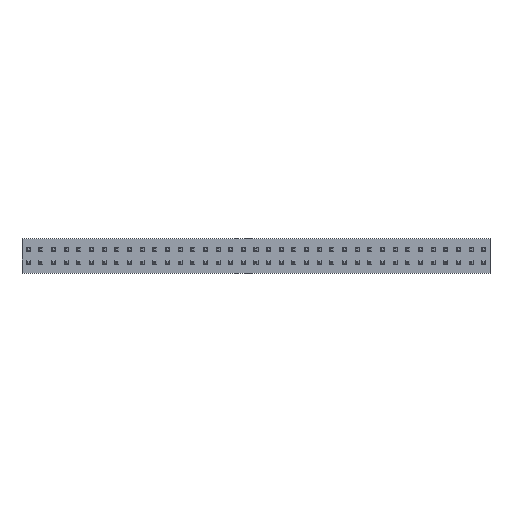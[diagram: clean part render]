
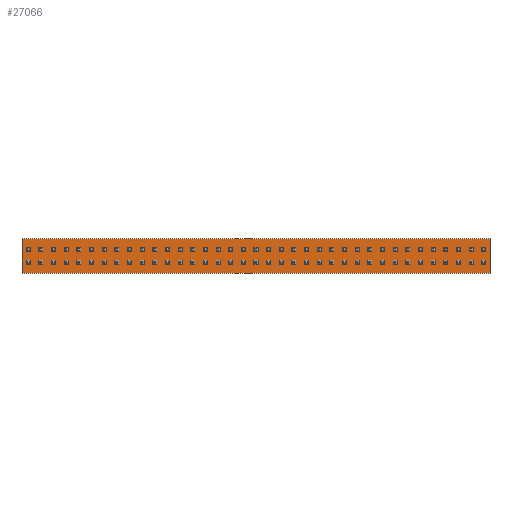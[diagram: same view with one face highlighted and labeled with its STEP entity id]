
A CAD part, top view. The second image highlights one B-rep face of the part: STEP entity #27066.
In plain terms, the highlighted face is planar.
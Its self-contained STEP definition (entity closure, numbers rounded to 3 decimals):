
#26934 = EDGE_CURVE('',#26935,#26937,#26939,.T.);
#26935 = VERTEX_POINT('',#26936);
#26936 = CARTESIAN_POINT('',(-23.495,1.778,-1.715));
#26937 = VERTEX_POINT('',#26938);
#26938 = CARTESIAN_POINT('',(-23.495,1.778,1.715));
#26939 = LINE('',#26940,#26941);
#26940 = CARTESIAN_POINT('',(-23.495,1.778,-1.715));
#26941 = VECTOR('',#26942,1.);
#26942 = DIRECTION('',(0.,0.,1.));
#26974 = EDGE_CURVE('',#26937,#26975,#26977,.T.);
#26975 = VERTEX_POINT('',#26976);
#26976 = CARTESIAN_POINT('',(23.495,1.778,1.715));
#26977 = LINE('',#26978,#26979);
#26978 = CARTESIAN_POINT('',(-23.495,1.778,1.715));
#26979 = VECTOR('',#26980,1.);
#26980 = DIRECTION('',(1.,0.,0.));
#27005 = EDGE_CURVE('',#26975,#27006,#27008,.T.);
#27006 = VERTEX_POINT('',#27007);
#27007 = CARTESIAN_POINT('',(23.495,1.778,-1.715));
#27008 = LINE('',#27009,#27010);
#27009 = CARTESIAN_POINT('',(23.495,1.778,1.715));
#27010 = VECTOR('',#27011,1.);
#27011 = DIRECTION('',(0.,0.,-1.));
#27036 = EDGE_CURVE('',#27006,#26935,#27037,.T.);
#27037 = LINE('',#27038,#27039);
#27038 = CARTESIAN_POINT('',(23.495,1.778,-1.715));
#27039 = VECTOR('',#27040,1.);
#27040 = DIRECTION('',(-1.,0.,0.));
#27066 = ADVANCED_FACE('',(#27067),#27073,.T.);
#27067 = FACE_BOUND('',#27068,.T.);
#27068 = EDGE_LOOP('',(#27069,#27070,#27071,#27072));
#27069 = ORIENTED_EDGE('',*,*,#26934,.T.);
#27070 = ORIENTED_EDGE('',*,*,#26974,.T.);
#27071 = ORIENTED_EDGE('',*,*,#27005,.T.);
#27072 = ORIENTED_EDGE('',*,*,#27036,.T.);
#27073 = PLANE('',#27074);
#27074 = AXIS2_PLACEMENT_3D('',#27075,#27076,#27077);
#27075 = CARTESIAN_POINT('',(0.,1.778,0.));
#27076 = DIRECTION('',(0.,1.,0.));
#27077 = DIRECTION('',(0.,-0.,1.));
